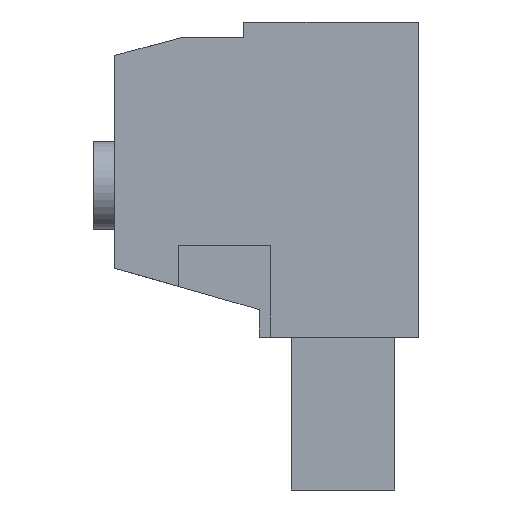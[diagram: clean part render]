
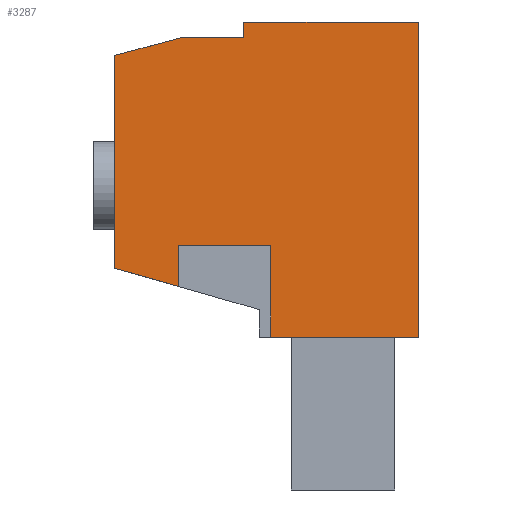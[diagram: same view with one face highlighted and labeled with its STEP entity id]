
A CAD part, left-side view. The second image highlights one B-rep face of the part: STEP entity #3287.
In plain terms, the highlighted planar face has unit normal (-1, 0, 0).
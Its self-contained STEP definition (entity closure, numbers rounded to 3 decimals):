
#3211=AXIS2_PLACEMENT_3D('Plane Axis2P3D',#3208,#3209,#3210) ;
#919=CARTESIAN_POINT('Vertex',(0.,0.,14.4)) ;
#922=CARTESIAN_POINT('Line Origine',(0.,6.95,14.4)) ;
#926=CARTESIAN_POINT('Vertex',(0.,13.9,14.4)) ;
#2775=CARTESIAN_POINT('Vertex',(0.,0.,44.1)) ;
#2778=CARTESIAN_POINT('Line Origine',(0.,0.,29.25)) ;
#3208=CARTESIAN_POINT('Axis2P3D Location',(0.,0.,0.)) ;
#3213=CARTESIAN_POINT('Line Origine',(0.,8.225,44.1)) ;
#3217=CARTESIAN_POINT('Vertex',(0.,16.45,44.1)) ;
#3220=CARTESIAN_POINT('Line Origine',(0.,16.45,43.35)) ;
#3224=CARTESIAN_POINT('Vertex',(0.,16.45,42.6)) ;
#3227=CARTESIAN_POINT('Line Origine',(0.,19.446,42.6)) ;
#3231=CARTESIAN_POINT('Vertex',(0.,22.442,42.6)) ;
#3234=CARTESIAN_POINT('Line Origine',(0.,25.521,41.775)) ;
#3238=CARTESIAN_POINT('Vertex',(0.,28.6,40.95)) ;
#3241=CARTESIAN_POINT('Line Origine',(0.,28.6,30.925)) ;
#3245=CARTESIAN_POINT('Vertex',(0.,28.6,20.9)) ;
#3248=CARTESIAN_POINT('Line Origine',(0.,25.6,20.04)) ;
#3252=CARTESIAN_POINT('Vertex',(0.,22.6,19.18)) ;
#3255=CARTESIAN_POINT('Line Origine',(0.,22.6,21.115)) ;
#3259=CARTESIAN_POINT('Vertex',(0.,22.6,23.05)) ;
#3262=CARTESIAN_POINT('Line Origine',(0.,18.25,23.05)) ;
#3266=CARTESIAN_POINT('Vertex',(0.,13.9,23.05)) ;
#3269=CARTESIAN_POINT('Line Origine',(0.,13.9,18.725)) ;
#923=DIRECTION('Vector Direction',(0.,1.,0.)) ;
#2779=DIRECTION('Vector Direction',(0.,0.,-1.)) ;
#3209=DIRECTION('Axis2P3D Direction',(-1.,0.,0.)) ;
#3210=DIRECTION('Axis2P3D XDirection',(0.,0.,1.)) ;
#3214=DIRECTION('Vector Direction',(0.,-1.,0.)) ;
#3221=DIRECTION('Vector Direction',(0.,0.,1.)) ;
#3228=DIRECTION('Vector Direction',(0.,-1.,0.)) ;
#3235=DIRECTION('Vector Direction',(0.,-0.966,0.259)) ;
#3242=DIRECTION('Vector Direction',(0.,0.,1.)) ;
#3249=DIRECTION('Vector Direction',(0.,0.961,0.276)) ;
#3256=DIRECTION('Vector Direction',(0.,0.,1.)) ;
#3263=DIRECTION('Vector Direction',(0.,-1.,0.)) ;
#3270=DIRECTION('Vector Direction',(0.,0.,1.)) ;
#924=VECTOR('Line Direction',#923,1.) ;
#2780=VECTOR('Line Direction',#2779,1.) ;
#3215=VECTOR('Line Direction',#3214,1.) ;
#3222=VECTOR('Line Direction',#3221,1.) ;
#3229=VECTOR('Line Direction',#3228,1.) ;
#3236=VECTOR('Line Direction',#3235,1.) ;
#3243=VECTOR('Line Direction',#3242,1.) ;
#3250=VECTOR('Line Direction',#3249,1.) ;
#3257=VECTOR('Line Direction',#3256,1.) ;
#3264=VECTOR('Line Direction',#3263,1.) ;
#3271=VECTOR('Line Direction',#3270,1.) ;
#3275=ORIENTED_EDGE('',*,*,#928,.T.) ;
#3276=ORIENTED_EDGE('',*,*,#2782,.T.) ;
#3277=ORIENTED_EDGE('',*,*,#3219,.T.) ;
#3278=ORIENTED_EDGE('',*,*,#3226,.T.) ;
#3279=ORIENTED_EDGE('',*,*,#3233,.T.) ;
#3280=ORIENTED_EDGE('',*,*,#3240,.T.) ;
#3281=ORIENTED_EDGE('',*,*,#3247,.T.) ;
#3282=ORIENTED_EDGE('',*,*,#3254,.T.) ;
#3283=ORIENTED_EDGE('',*,*,#3261,.T.) ;
#3284=ORIENTED_EDGE('',*,*,#3268,.T.) ;
#3285=ORIENTED_EDGE('',*,*,#3273,.F.) ;
#3287=ADVANCED_FACE('HOUSING',(#3286),#3212,.T.) ;
#928=EDGE_CURVE('',#927,#920,#925,.F.) ;
#2782=EDGE_CURVE('',#920,#2776,#2781,.F.) ;
#3219=EDGE_CURVE('',#2776,#3218,#3216,.F.) ;
#3226=EDGE_CURVE('',#3218,#3225,#3223,.F.) ;
#3233=EDGE_CURVE('',#3225,#3232,#3230,.F.) ;
#3240=EDGE_CURVE('',#3232,#3239,#3237,.F.) ;
#3247=EDGE_CURVE('',#3239,#3246,#3244,.F.) ;
#3254=EDGE_CURVE('',#3246,#3253,#3251,.F.) ;
#3261=EDGE_CURVE('',#3253,#3260,#3258,.T.) ;
#3268=EDGE_CURVE('',#3260,#3267,#3265,.T.) ;
#3273=EDGE_CURVE('',#927,#3267,#3272,.T.) ;
#3274=EDGE_LOOP('',(#3275,#3276,#3277,#3278,#3279,#3280,#3281,#3282,#3283,#3284,#3285)) ;
#3286=FACE_OUTER_BOUND('',#3274,.T.) ;
#925=LINE('Line',#922,#924) ;
#2781=LINE('Line',#2778,#2780) ;
#3216=LINE('Line',#3213,#3215) ;
#3223=LINE('Line',#3220,#3222) ;
#3230=LINE('Line',#3227,#3229) ;
#3237=LINE('Line',#3234,#3236) ;
#3244=LINE('Line',#3241,#3243) ;
#3251=LINE('Line',#3248,#3250) ;
#3258=LINE('Line',#3255,#3257) ;
#3265=LINE('Line',#3262,#3264) ;
#3272=LINE('Line',#3269,#3271) ;
#3212=PLANE('',#3211) ;
#920=VERTEX_POINT('',#919) ;
#927=VERTEX_POINT('',#926) ;
#2776=VERTEX_POINT('',#2775) ;
#3218=VERTEX_POINT('',#3217) ;
#3225=VERTEX_POINT('',#3224) ;
#3232=VERTEX_POINT('',#3231) ;
#3239=VERTEX_POINT('',#3238) ;
#3246=VERTEX_POINT('',#3245) ;
#3253=VERTEX_POINT('',#3252) ;
#3260=VERTEX_POINT('',#3259) ;
#3267=VERTEX_POINT('',#3266) ;
